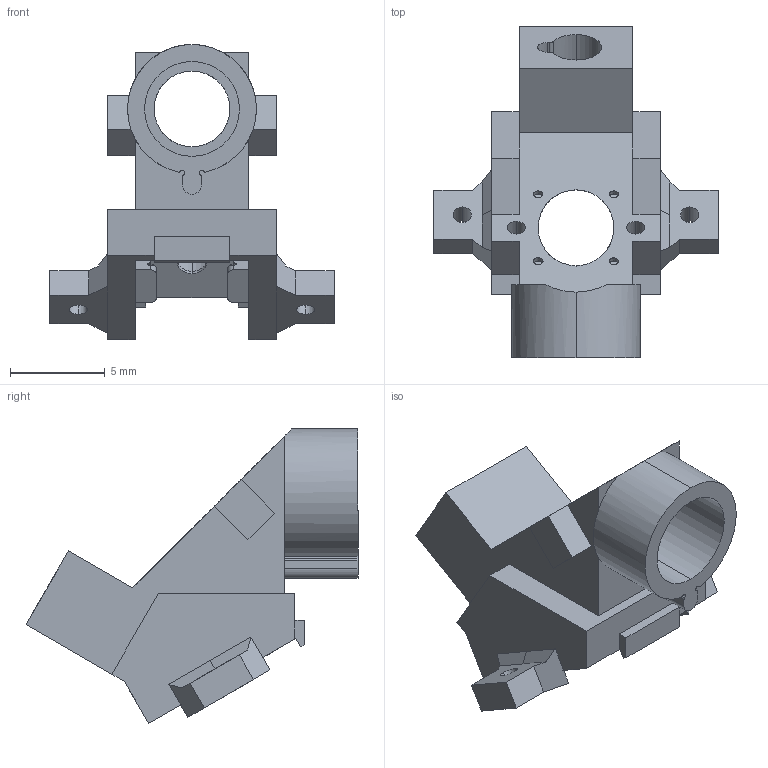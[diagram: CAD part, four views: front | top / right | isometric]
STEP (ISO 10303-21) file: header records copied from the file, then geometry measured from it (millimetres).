
FILE_DESCRIPTION (( 'STEP AP203' ), '1' );
FILE_NAME ('ScopeBody_P1_V2 -2.STEP', '2023-06-02T12:39:22', ( '' ), ( '' ), 'SwSTEP 2.0', 'SolidWorks 2021', '' );
FILE_SCHEMA (( 'CONFIG_CONTROL_DESIGN' ));
Length unit declared in the file: millimetre
Products named in the file (1): ScopeBody_P1_V2 -2
Bounding box: 15 x 17.51 x 15.56 mm (x, y, z)
Volume: 505 mm3; surface area: 1026.4 mm2
Topology: 1 solids, 1 shells, 162 faces, 443 edges, 287 vertices
Faces by surface type: plane 91, cylinder 65, cone 6
Entity records: 5290 total; most frequent: CARTESIAN_POINT 1031, ORIENTED_EDGE 878, DIRECTION 873, EDGE_CURVE 439, VECTOR 291, LINE 291, AXIS2_PLACEMENT_3D 291, VERTEX_POINT 287
